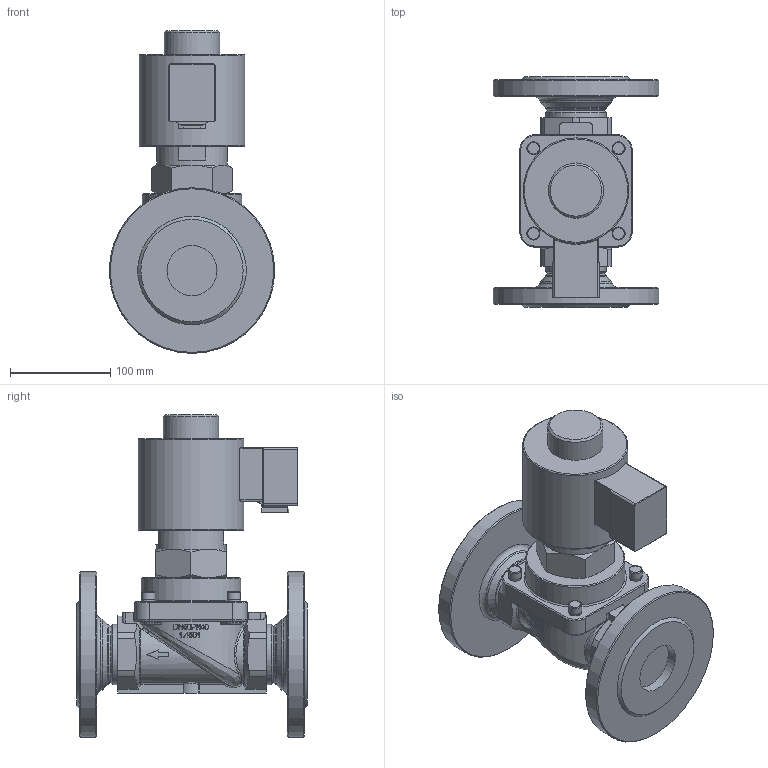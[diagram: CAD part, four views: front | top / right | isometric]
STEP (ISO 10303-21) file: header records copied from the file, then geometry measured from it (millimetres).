
FILE_DESCRIPTION(/* description */ ('3D-Modell 037.000298'),/* implementation_level */ '2;1');
FILE_NAME(/* name */ '037,000298 A3706-0804-278.stp',/* time_stamp */ '2023-03-06T11:35:56+01:00',/* author */ ('EToews'),/* organization */ (''),/* preprocessor_version */ 'ST-DEVELOPER v16.1',/* originating_system */ 'Autodesk Inventor 2016',/* authorisation */ '');
FILE_SCHEMA (('AUTOMOTIVE_DESIGN { 1 0 10303 214 3 1 1 }'));
Length unit declared in the file: millimetre
Products named in the file (1): 88-005853
Bounding box: 165 x 230 x 321.6 mm (x, y, z)
Volume: 3158234.1 mm3; surface area: 250814.9 mm2
Topology: 2 solids, 2 shells, 511 faces, 1265 edges, 798 vertices
Faces by surface type: plane 197, cylinder 134, bspline 92, cone 44, torus 37, sphere 7
Full cylindrical faces by diameter (mm): 8 x4, 13 x4, 50 x2, 55 x1, 60.3 x4, 70 x1, 99 x1, 105.16 x1, 165 x2
Entity records: 31913 total; most frequent: CARTESIAN_POINT 20205, ORIENTED_EDGE 2396, DIRECTION 2075, EDGE_CURVE 1198, AXIS2_PLACEMENT_3D 803, VERTEX_POINT 788, EDGE_LOOP 608, FACE_OUTER_BOUND 511
